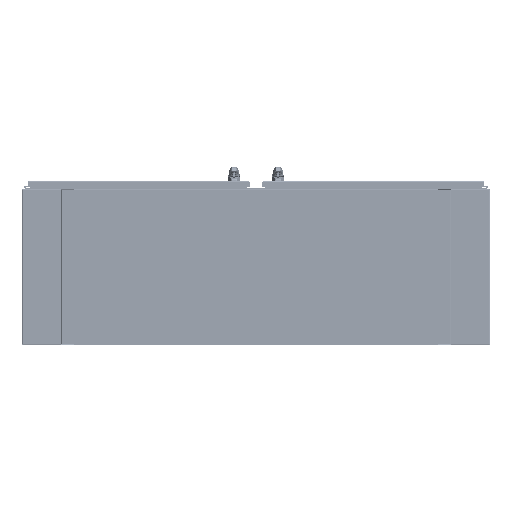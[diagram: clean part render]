
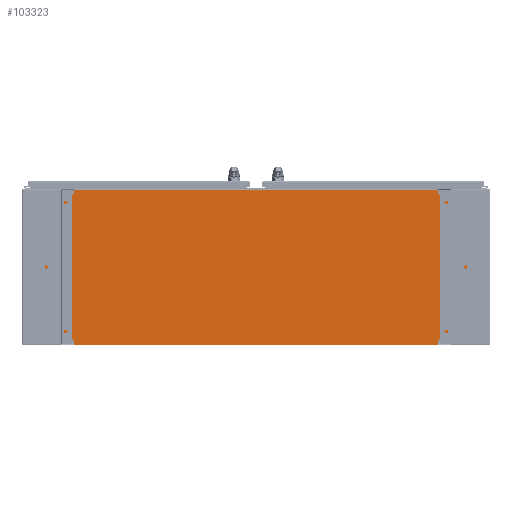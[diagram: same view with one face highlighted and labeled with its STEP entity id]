
A CAD part, front view. The second image highlights one B-rep face of the part: STEP entity #103323.
In plain terms, the highlighted face is planar.
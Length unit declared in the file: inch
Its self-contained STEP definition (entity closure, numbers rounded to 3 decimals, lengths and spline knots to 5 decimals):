
#6041 = PLANE ( 'NONE',  #72483 ) ;
#9564 = ORIENTED_EDGE ( 'NONE', *, *, #65549, .F. ) ;
#17589 = FACE_OUTER_BOUND ( 'NONE', #24635, .T. ) ;
#17716 = DIRECTION ( 'NONE',  ( 0., -1., 0. ) ) ;
#23833 = VERTEX_POINT ( 'NONE', #134040 ) ;
#24635 = EDGE_LOOP ( 'NONE', ( #180857, #161803, #9564, #41863 ) ) ;
#26025 = VECTOR ( 'NONE', #126903, 39.37008 ) ;
#41863 = ORIENTED_EDGE ( 'NONE', *, *, #46535, .F. ) ;
#46516 = VERTEX_POINT ( 'NONE', #133096 ) ;
#46535 = EDGE_CURVE ( 'NONE', #50091, #23833, #135666, .T. ) ;
#50091 = VERTEX_POINT ( 'NONE', #78602 ) ;
#58830 = LINE ( 'NONE', #100613, #96861 ) ;
#62967 = LINE ( 'NONE', #183761, #138749 ) ;
#65549 = EDGE_CURVE ( 'NONE', #23833, #68124, #62967, .T. ) ;
#68124 = VERTEX_POINT ( 'NONE', #141130 ) ;
#68260 = EDGE_CURVE ( 'NONE', #50091, #46516, #58830, .T. ) ;
#72483 = AXIS2_PLACEMENT_3D ( 'NONE', #78316, #178227, #92607 ) ;
#76436 = VECTOR ( 'NONE', #17716, 39.37008 ) ;
#77689 = EDGE_CURVE ( 'NONE', #68124, #46516, #114268, .T. ) ;
#78316 = CARTESIAN_POINT ( 'NONE',  ( 35.52295, 10.8607, 0.0937 ) ) ;
#78602 = CARTESIAN_POINT ( 'NONE',  ( -0.44585, -1.07685, 0.0937 ) ) ;
#89207 = CARTESIAN_POINT ( 'NONE',  ( 71.49175, 22.8295, 0.0937 ) ) ;
#92607 = DIRECTION ( 'NONE',  ( 1., 0., 0. ) ) ;
#96861 = VECTOR ( 'NONE', #115598, 39.37008 ) ;
#100613 = CARTESIAN_POINT ( 'NONE',  ( 17.53855, -1.07685, 0.0937 ) ) ;
#103323 = ADVANCED_FACE ( 'NONE', ( #17589 ), #6041, .T. ) ;
#114268 = LINE ( 'NONE', #89207, #76436 ) ;
#115598 = DIRECTION ( 'NONE',  ( 1., 0., 0. ) ) ;
#126903 = DIRECTION ( 'NONE',  ( 0., 1., 0. ) ) ;
#127149 = CARTESIAN_POINT ( 'NONE',  ( -0.44585, -1.1081, 0.0937 ) ) ;
#133096 = CARTESIAN_POINT ( 'NONE',  ( 71.49175, -1.07685, 0.0937 ) ) ;
#134040 = CARTESIAN_POINT ( 'NONE',  ( -0.44585, 22.8295, 0.0937 ) ) ;
#135666 = LINE ( 'NONE', #127149, #26025 ) ;
#138749 = VECTOR ( 'NONE', #154202, 39.37008 ) ;
#141130 = CARTESIAN_POINT ( 'NONE',  ( 71.49175, 22.8295, 0.0937 ) ) ;
#154202 = DIRECTION ( 'NONE',  ( 1., 0., 0. ) ) ;
#161803 = ORIENTED_EDGE ( 'NONE', *, *, #77689, .F. ) ;
#178227 = DIRECTION ( 'NONE',  ( 0., 0., 1. ) ) ;
#180857 = ORIENTED_EDGE ( 'NONE', *, *, #68260, .T. ) ;
#183761 = CARTESIAN_POINT ( 'NONE',  ( -0.44585, 22.8295, 0.0937 ) ) ;
